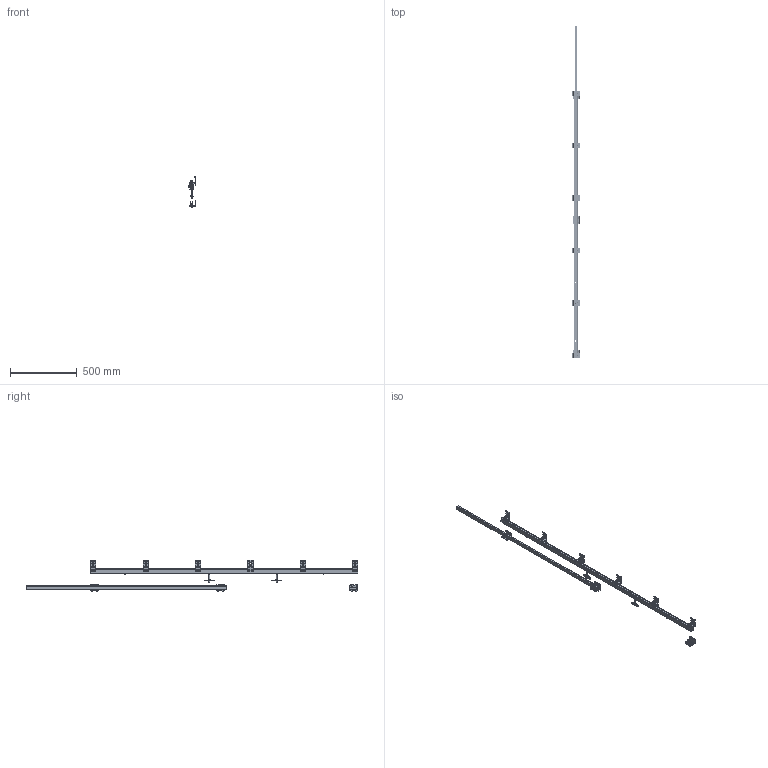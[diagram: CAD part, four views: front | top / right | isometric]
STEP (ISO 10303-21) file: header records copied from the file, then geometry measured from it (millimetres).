
FILE_DESCRIPTION(/* description */ (''),/* implementation_level */ '2;1');
FILE_NAME(/* name */ 'WSLIDE-RGV1.stp',/* time_stamp */ '2019-08-26T08:31:00+02:00',/* author */ ('Lionel'),/* organization */ (''),/* preprocessor_version */ 'ST-DEVELOPER v17.2',/* originating_system */ 'Autodesk Inventor 2019',/* authorisation */ '');
FILE_SCHEMA (('AUTOMOTIVE_DESIGN { 1 0 10303 214 3 1 1 }'));
Products named in the file (35): WSLIDE-RGV1; 11108V200; 11218N; 20820; 20825_A; 20821; 09176; 21765; 06118; 14924; 11113; 21797; 21796; 06113; 06112; 06111; 11213XA2; 20827; 20834; 20829; 20833_A; 16474; 04746; ISO 4032 - M6; 06120; 06121; 20826; 1128ARG; 20885_A; 21589; 21267-B embase; 21267-B patin; VIS TH M5x30; 06003; 1109-150
Assembly tree (55 placements, depth 4):
  WSLIDE-RGV1
    11113  x6
      21797
      21796
      06113
      ISO 4032 - M6
      06112
      06111
    11108V200
    11218N  x2
      20820
      20825_A
      20821
      09176
    21765  x2
    06118  x2
    14924  x2
    11213XA2  x2
      20827
      20834
        20829
        20833_A
      16474
      04746
      ISO 4032 - M6
      06120
      06121
      20826
    1128ARG  x3
      20885_A
      21589
        21267-B embase
        21267-B patin  x2
        VIS TH M5x30  x2
        06003  x2
    1109-150
Bounding box: 56.49 x 2483.54 x 232.68 mm (x, y, z)
Volume: 870549 mm3; surface area: 862859.9 mm2
Topology: 128 solids, 128 shells, 6635 faces, 18146 edges, 11873 vertices
Faces by surface type: plane 4297, cylinder 1311, bspline 365, torus 320, cone 266, sphere 76
Full cylindrical faces by diameter (mm): 1.939 x3, 2 x8, 3 x8, 3.242 x2, 3.5 x6, 4 x4, 4.134 x6, 4.917 x14, 5 x214, 5.1 x12, 5.5 x8, 5.95 x2, 6 x14, 6.2 x6, 6.3 x2, 6.4 x6, 6.5 x6, 6.647 x4, 7 x4, 7.9 x2, 8 x10, 8.5 x12, 8.586 x8, 8.88 x6, 9 x2, 10 x8, 10.5 x2, 12 x14, 12.2 x6, 12.414 x8
Entity records: 67888 total; most frequent: CARTESIAN_POINT 16933, DIRECTION 10504, ORIENTED_EDGE 10412, EDGE_CURVE 5206, AXIS2_PLACEMENT_3D 3866, VERTEX_POINT 3430, LINE 2772, VECTOR 2772
